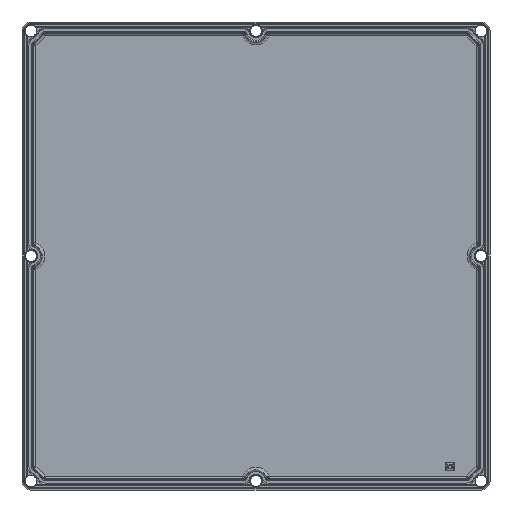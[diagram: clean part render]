
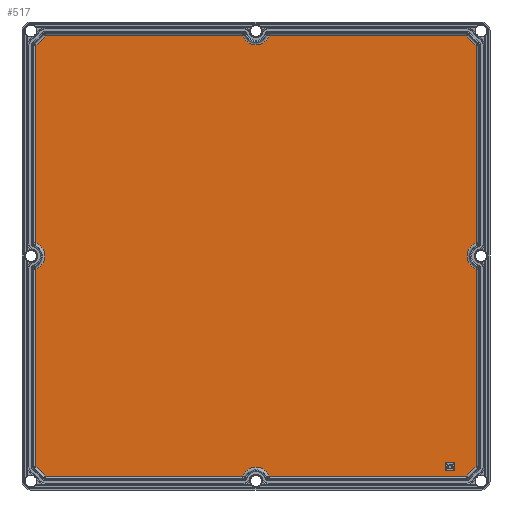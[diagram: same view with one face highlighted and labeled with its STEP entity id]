
A CAD part, front view. The second image highlights one B-rep face of the part: STEP entity #517.
In plain terms, the highlighted planar face has unit normal (0, -1, 0).
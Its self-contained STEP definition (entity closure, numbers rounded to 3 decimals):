
#517=ADVANCED_FACE('',(#1573,#1574),#1575,.T.);
#1573=FACE_OUTER_BOUND('',#6450,.T.);
#1574=FACE_BOUND('',#6451,.T.);
#1575=PLANE('',#6452);
#6450=EDGE_LOOP('',(#10109,#10110,#10111,#10112,#10113,#10114,#10115,#10116,#10117,#10118,#10119,#10120,#10121,#10122,#10123,#10124));
#6451=EDGE_LOOP('',(#10125,#10126,#10127,#10128));
#6452=AXIS2_PLACEMENT_3D('',#10129,#10130,#10131);
#10109=ORIENTED_EDGE('',*,*,#11963,.F.);
#10110=ORIENTED_EDGE('',*,*,#11959,.F.);
#10111=ORIENTED_EDGE('',*,*,#11954,.F.);
#10112=ORIENTED_EDGE('',*,*,#11949,.F.);
#10113=ORIENTED_EDGE('',*,*,#11944,.F.);
#10114=ORIENTED_EDGE('',*,*,#11939,.F.);
#10115=ORIENTED_EDGE('',*,*,#11934,.F.);
#10116=ORIENTED_EDGE('',*,*,#11929,.F.);
#10117=ORIENTED_EDGE('',*,*,#11924,.F.);
#10118=ORIENTED_EDGE('',*,*,#11919,.F.);
#10119=ORIENTED_EDGE('',*,*,#11914,.F.);
#10120=ORIENTED_EDGE('',*,*,#11908,.F.);
#10121=ORIENTED_EDGE('',*,*,#11904,.F.);
#10122=ORIENTED_EDGE('',*,*,#11899,.F.);
#10123=ORIENTED_EDGE('',*,*,#12095,.F.);
#10124=ORIENTED_EDGE('',*,*,#12088,.F.);
#10125=ORIENTED_EDGE('',*,*,#12110,.F.);
#10126=ORIENTED_EDGE('',*,*,#12111,.F.);
#10127=ORIENTED_EDGE('',*,*,#12112,.F.);
#10128=ORIENTED_EDGE('',*,*,#12113,.F.);
#10129=CARTESIAN_POINT('',(0.0,42.0,0.0));
#10130=DIRECTION('',(0.0,-1.0,0.0));
#10131=DIRECTION('',(0.0,0.0,-1.0));
#11899=EDGE_CURVE('',#13901,#13903,#13904,.T.);
#11904=EDGE_CURVE('',#13903,#13911,#13912,.T.);
#11908=EDGE_CURVE('',#13911,#13916,#13917,.T.);
#11914=EDGE_CURVE('',#13916,#13926,#13927,.T.);
#11919=EDGE_CURVE('',#13926,#13934,#13935,.T.);
#11924=EDGE_CURVE('',#13934,#13942,#13943,.T.);
#11929=EDGE_CURVE('',#13942,#13950,#13951,.T.);
#11934=EDGE_CURVE('',#13950,#13958,#13959,.T.);
#11939=EDGE_CURVE('',#13958,#13966,#13967,.T.);
#11944=EDGE_CURVE('',#13966,#13974,#13975,.T.);
#11949=EDGE_CURVE('',#13974,#13981,#13982,.T.);
#11954=EDGE_CURVE('',#13981,#13989,#13990,.T.);
#11959=EDGE_CURVE('',#13989,#13997,#13998,.T.);
#11963=EDGE_CURVE('',#13997,#14003,#14004,.T.);
#12088=EDGE_CURVE('',#14003,#14184,#14185,.T.);
#12095=EDGE_CURVE('',#14184,#13901,#14194,.T.);
#12110=EDGE_CURVE('',#14213,#14214,#14215,.T.);
#12111=EDGE_CURVE('',#14216,#14213,#14217,.T.);
#12112=EDGE_CURVE('',#14218,#14216,#14219,.T.);
#12113=EDGE_CURVE('',#14214,#14218,#14220,.T.);
#13901=VERTEX_POINT('',#17960);
#13903=VERTEX_POINT('',#17962);
#13904=LINE('',#17963,#17964);
#13911=VERTEX_POINT('',#17980);
#13912=LINE('',#17981,#17982);
#13916=VERTEX_POINT('',#17994);
#13917=CIRCLE('',#17995,16.131);
#13926=VERTEX_POINT('',#18013);
#13927=LINE('',#18014,#18015);
#13934=VERTEX_POINT('',#18031);
#13935=LINE('',#18032,#18033);
#13942=VERTEX_POINT('',#18049);
#13943=LINE('',#18050,#18051);
#13950=VERTEX_POINT('',#18066);
#13951=CIRCLE('',#18067,16.131);
#13958=VERTEX_POINT('',#18083);
#13959=LINE('',#18084,#18085);
#13966=VERTEX_POINT('',#18101);
#13967=LINE('',#18102,#18103);
#13974=VERTEX_POINT('',#18119);
#13975=LINE('',#18120,#18121);
#13981=VERTEX_POINT('',#18135);
#13982=CIRCLE('',#18136,16.131);
#13989=VERTEX_POINT('',#18152);
#13990=LINE('',#18153,#18154);
#13997=VERTEX_POINT('',#18170);
#13998=LINE('',#18171,#18172);
#14003=VERTEX_POINT('',#18185);
#14004=LINE('',#18186,#18187);
#14184=VERTEX_POINT('',#18482);
#14185=CIRCLE('',#18483,16.131);
#14194=LINE('',#18509,#18510);
#14213=VERTEX_POINT('',#18546);
#14214=VERTEX_POINT('',#18547);
#14215=LINE('',#18548,#18549);
#14216=VERTEX_POINT('',#18550);
#14217=LINE('',#18551,#18552);
#14218=VERTEX_POINT('',#18553);
#14219=LINE('',#18554,#18555);
#14220=LINE('',#18556,#18557);
#17960=CARTESIAN_POINT('',(242.568,42.0,253.619));
#17962=CARTESIAN_POINT('',(253.619,42.0,242.568));
#17963=CARTESIAN_POINT('',(242.568,42.0,253.619));
#17964=VECTOR('',#20664,15.628);
#17980=CARTESIAN_POINT('',(253.619,42.0,15.021));
#17981=CARTESIAN_POINT('',(253.619,42.0,242.568));
#17982=VECTOR('',#20672,227.548);
#17994=CARTESIAN_POINT('',(253.619,42.0,-15.021));
#17995=AXIS2_PLACEMENT_3D('',#20679,#20680,#20681);
#18013=CARTESIAN_POINT('',(253.619,42.0,-242.568));
#18014=CARTESIAN_POINT('',(253.619,42.0,-15.019));
#18015=VECTOR('',#20692,227.549);
#18031=CARTESIAN_POINT('',(242.568,42.0,-253.619));
#18032=CARTESIAN_POINT('',(253.619,42.0,-242.568));
#18033=VECTOR('',#20700,15.628);
#18049=CARTESIAN_POINT('',(15.021,42.0,-253.619));
#18050=CARTESIAN_POINT('',(242.568,42.0,-253.619));
#18051=VECTOR('',#20708,227.547);
#18066=CARTESIAN_POINT('',(-15.021,42.0,-253.619));
#18067=AXIS2_PLACEMENT_3D('',#20718,#20719,#20720);
#18083=CARTESIAN_POINT('',(-242.568,42.0,-253.619));
#18084=CARTESIAN_POINT('',(-15.02,42.0,-253.619));
#18085=VECTOR('',#20728,227.548);
#18101=CARTESIAN_POINT('',(-253.619,42.0,-242.568));
#18102=CARTESIAN_POINT('',(-242.568,42.0,-253.619));
#18103=VECTOR('',#20736,15.628);
#18119=CARTESIAN_POINT('',(-253.619,42.0,-15.021));
#18120=CARTESIAN_POINT('',(-253.619,42.0,-242.568));
#18121=VECTOR('',#20744,227.546);
#18135=CARTESIAN_POINT('',(-253.619,42.0,15.021));
#18136=AXIS2_PLACEMENT_3D('',#20754,#20755,#20756);
#18152=CARTESIAN_POINT('',(-253.619,42.0,242.568));
#18153=CARTESIAN_POINT('',(-253.619,42.0,15.021));
#18154=VECTOR('',#20764,227.548);
#18170=CARTESIAN_POINT('',(-242.568,42.0,253.619));
#18171=CARTESIAN_POINT('',(-253.619,42.0,242.568));
#18172=VECTOR('',#20772,15.628);
#18185=CARTESIAN_POINT('',(-15.021,42.0,253.619));
#18186=CARTESIAN_POINT('',(-242.568,42.0,253.619));
#18187=VECTOR('',#20779,227.546);
#18482=CARTESIAN_POINT('',(15.021,42.0,253.619));
#18483=AXIS2_PLACEMENT_3D('',#21000,#21001,#21002);
#18509=CARTESIAN_POINT('',(15.022,42.0,253.619));
#18510=VECTOR('',#21013,227.546);
#18546=CARTESIAN_POINT('',(218.75,42.0,-247.75));
#18547=CARTESIAN_POINT('',(228.75,42.0,-247.75));
#18548=CARTESIAN_POINT('',(218.75,42.0,-247.75));
#18549=VECTOR('',#21041,10.0);
#18550=CARTESIAN_POINT('',(218.75,42.0,-237.75));
#18551=CARTESIAN_POINT('',(218.75,42.0,-237.75));
#18552=VECTOR('',#21042,10.0);
#18553=CARTESIAN_POINT('',(228.75,42.0,-237.75));
#18554=CARTESIAN_POINT('',(228.75,42.0,-237.75));
#18555=VECTOR('',#21043,10.0);
#18556=CARTESIAN_POINT('',(228.75,42.0,-247.75));
#18557=VECTOR('',#21044,10.0);
#20664=DIRECTION('',(0.707,0.0,-0.707));
#20672=DIRECTION('',(0.0,0.0,-1.0));
#20679=CARTESIAN_POINT('',(259.5,42.0,0.));
#20680=DIRECTION('',(0.0,-1.0,0.0));
#20681=DIRECTION('',(-0.365,0.0,0.931));
#20692=DIRECTION('',(0.0,0.0,-1.0));
#20700=DIRECTION('',(-0.707,0.0,-0.707));
#20708=DIRECTION('',(-1.0,0.0,0.0));
#20718=CARTESIAN_POINT('',(0.0,42.0,-259.5));
#20719=DIRECTION('',(0.0,-1.0,0.0));
#20720=DIRECTION('',(0.931,0.0,0.365));
#20728=DIRECTION('',(-1.0,0.0,0.0));
#20736=DIRECTION('',(-0.707,0.0,0.707));
#20744=DIRECTION('',(0.0,0.0,1.0));
#20754=CARTESIAN_POINT('',(-259.5,42.0,0.));
#20755=DIRECTION('',(0.0,-1.0,0.0));
#20756=DIRECTION('',(0.365,0.0,-0.931));
#20764=DIRECTION('',(0.0,0.0,1.0));
#20772=DIRECTION('',(0.707,0.0,0.707));
#20779=DIRECTION('',(1.0,0.0,0.0));
#21000=CARTESIAN_POINT('',(0.0,42.0,259.5));
#21001=DIRECTION('',(0.0,-1.0,-0.0));
#21002=DIRECTION('',(-0.931,0.0,-0.365));
#21013=DIRECTION('',(1.0,0.0,0.0));
#21041=DIRECTION('',(1.0,0.0,0.0));
#21042=DIRECTION('',(0.0,0.0,-1.0));
#21043=DIRECTION('',(-1.0,0.0,0.0));
#21044=DIRECTION('',(0.0,0.0,1.0));
